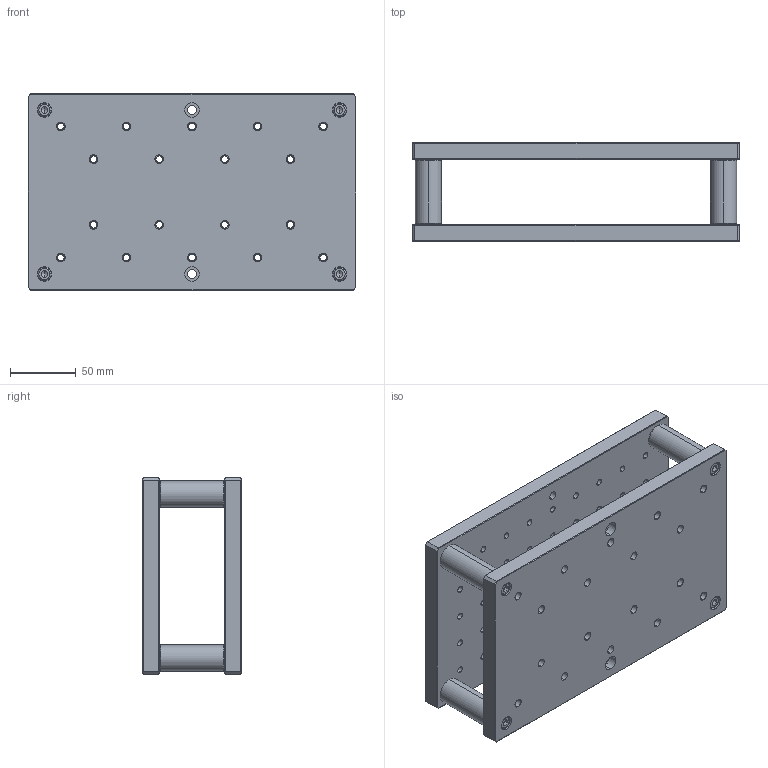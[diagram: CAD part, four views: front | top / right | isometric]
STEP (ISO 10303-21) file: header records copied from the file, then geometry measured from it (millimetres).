
FILE_DESCRIPTION (( 'STEP AP203' ), '1' );
FILE_NAME ('FHT2515-75.STEP', '2020-11-30T03:19:56', ( '' ), ( '' ), 'SwSTEP 2.0', 'SolidWorks 2016', '' );
FILE_SCHEMA (( 'CONFIG_CONTROL_DESIGN' ));
Length unit declared in the file: millimetre
Products named in the file (1): FHT2515-75
Bounding box: 250 x 75 x 150 mm (x, y, z)
Surface area: 197001.7 mm2 (no closed solid volume)
Topology: 0 solids, 23 shells, 415 faces, 1384 edges, 980 vertices
Faces by surface type: cylinder 202, plane 165, cone 32, torus 16
Entity records: 15459 total; most frequent: CARTESIAN_POINT 2764, DIRECTION 2748, ORIENTED_EDGE 2304, EDGE_CURVE 1368, VERTEX_POINT 980, AXIS2_PLACEMENT_3D 964, VECTOR 820, LINE 820
